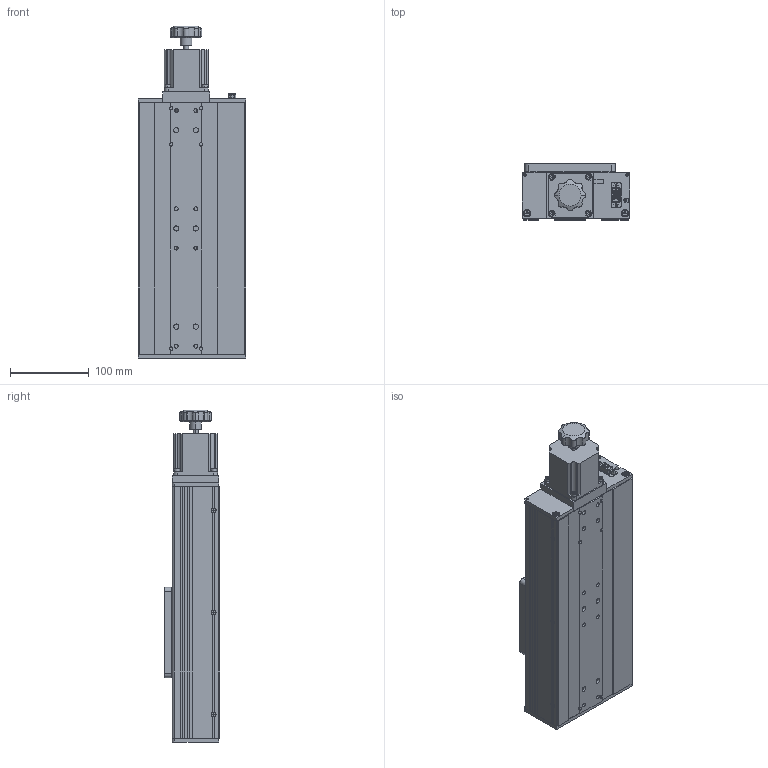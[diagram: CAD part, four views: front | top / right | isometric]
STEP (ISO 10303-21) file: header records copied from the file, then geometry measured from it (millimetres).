
FILE_DESCRIPTION (( 'STEP AP214' ), '1' );
FILE_NAME ('08PMT-150M.STEP', '2018-10-05T07:29:02', ( '' ), ( '' ), 'SwSTEP 2.0', 'SolidWorks 2016', '' );
FILE_SCHEMA (( 'AUTOMOTIVE_DESIGN' ));
Length unit declared in the file: millimetre
Products named in the file (1): 08PMT-150M
Bounding box: 137 x 71 x 422.8 mm (x, y, z)
Surface area: 311320.4 mm2 (no closed solid volume)
Topology: 0 solids, 54 shells, 760 faces, 2832 edges, 2105 vertices
Faces by surface type: plane 370, cylinder 265, cone 89, torus 26, sphere 10
Entity records: 39461 total; most frequent: CARTESIAN_POINT 6669, DIRECTION 5289, ORIENTED_EDGE 4390, EDGE_CURVE 2826, VERTEX_POINT 2101, AXIS2_PLACEMENT_3D 1803, VECTOR 1683, LINE 1683
